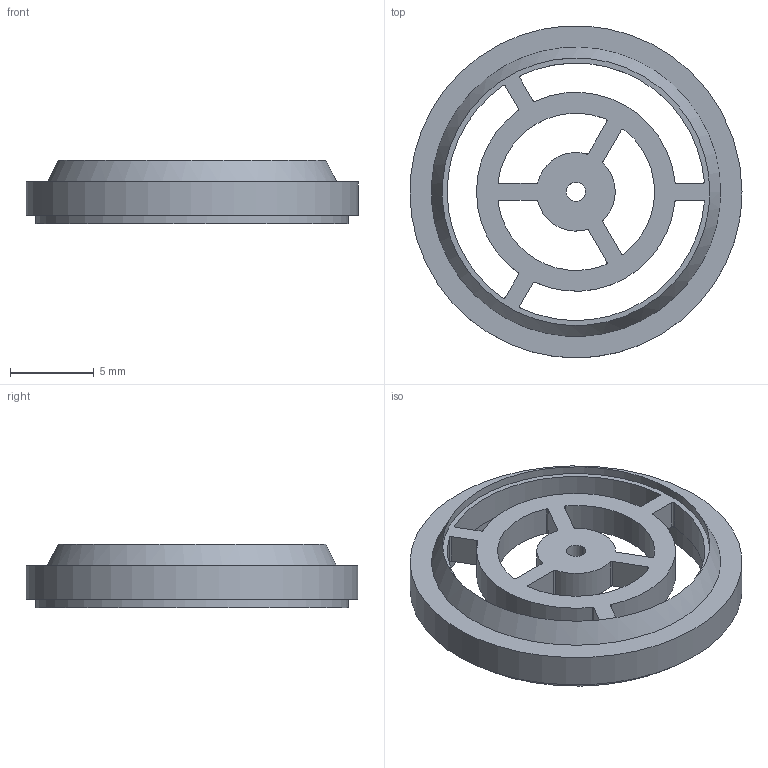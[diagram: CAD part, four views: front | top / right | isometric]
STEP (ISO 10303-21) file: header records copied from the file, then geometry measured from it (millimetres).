
FILE_DESCRIPTION ((), '1');
FILE_NAME ('Top Wheel.STP', '2024-08-28T10:11:23', ('Unknown'), ('Global Precision'), 'OneCNC-XR7 Mill 3D Expert', 'OneCNC-XR7 Mill 3D Expert', '');
FILE_SCHEMA (('CONFIG_CONTROL_DESIGN'));
Length unit declared in the file: millimetre
Bounding box: 19.86 x 19.84 x 3.8 mm (x, y, z)
Volume: 447.7 mm3; surface area: 942.3 mm2
Topology: 1 solids, 1 shells, 63 faces, 170 edges, 113 vertices
Faces by surface type: bspline 63
Entity records: 2264 total; most frequent: CARTESIAN_POINT 1222, ORIENTED_EDGE 340, EDGE_CURVE 170, VERTEX_POINT 113, B_SPLINE_CURVE_WITH_KNOTS 81, EDGE_LOOP 81, FACE_OUTER_BOUND 63, ADVANCED_FACE 63
